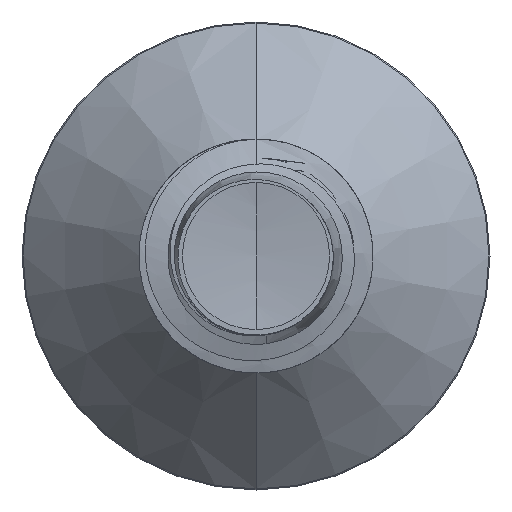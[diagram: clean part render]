
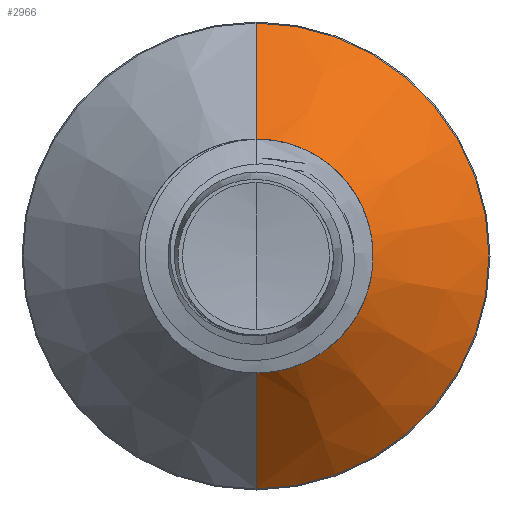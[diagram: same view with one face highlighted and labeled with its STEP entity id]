
A CAD part, front view. The second image highlights one B-rep face of the part: STEP entity #2966.
In plain terms, the highlighted conical face has half-angle 45 degrees and reference radius 0.996 mm.
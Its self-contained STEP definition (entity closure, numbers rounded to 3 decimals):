
#8 = EDGE_CURVE ( 'NONE', #1540, #28845, #31093, .T. ) ;
#1540 = VERTEX_POINT ( 'NONE', #10166 ) ;
#2187 = DIRECTION ( 'NONE',  ( 0., 1., 0. ) ) ;
#2254 = ORIENTED_EDGE ( 'NONE', *, *, #9100, .F. ) ;
#2529 = DIRECTION ( 'NONE',  ( 0., 0.707, -0.707 ) ) ;
#2966 = ADVANCED_FACE ( 'NONE', ( #24048 ), #14956, .T. ) ;
#3778 = AXIS2_PLACEMENT_3D ( 'NONE', #29684, #14597, #32166 ) ;
#4994 = CARTESIAN_POINT ( 'NONE',  ( 0., 10.641, 1.991 ) ) ;
#5504 = EDGE_CURVE ( 'NONE', #32536, #21336, #27942, .T. ) ;
#7728 = CIRCLE ( 'NONE', #3778, 0.996 ) ;
#9100 = EDGE_CURVE ( 'NONE', #28845, #21336, #31036, .T. ) ;
#10166 = CARTESIAN_POINT ( 'NONE',  ( 0., 9.646, 0.996 ) ) ;
#10214 = ORIENTED_EDGE ( 'NONE', *, *, #8, .F. ) ;
#11298 = CARTESIAN_POINT ( 'NONE',  ( 0., 10.641, 0. ) ) ;
#13840 = DIRECTION ( 'NONE',  ( 0., 0., 1. ) ) ;
#14221 = ORIENTED_EDGE ( 'NONE', *, *, #5504, .T. ) ;
#14597 = DIRECTION ( 'NONE',  ( 0., 1., 0. ) ) ;
#14814 = CARTESIAN_POINT ( 'NONE',  ( 0., 9.646, 0. ) ) ;
#14956 = CONICAL_SURFACE ( 'NONE', #22298, 0.996, 0.785 ) ;
#15466 = EDGE_CURVE ( 'NONE', #1540, #32536, #7728, .T. ) ;
#15801 = EDGE_LOOP ( 'NONE', ( #29250, #14221, #2254, #10214 ) ) ;
#19880 = CARTESIAN_POINT ( 'NONE',  ( 0., 9.646, 0.996 ) ) ;
#19983 = CARTESIAN_POINT ( 'NONE',  ( 0., 9.646, -0.996 ) ) ;
#20228 = CARTESIAN_POINT ( 'NONE',  ( 0., 9.646, -0.996 ) ) ;
#21248 = VECTOR ( 'NONE', #2529, 1000. ) ;
#21336 = VERTEX_POINT ( 'NONE', #25567 ) ;
#22298 = AXIS2_PLACEMENT_3D ( 'NONE', #14814, #2187, #29887 ) ;
#24048 = FACE_OUTER_BOUND ( 'NONE', #15801, .T. ) ;
#24460 = VECTOR ( 'NONE', #25426, 1000. ) ;
#25426 = DIRECTION ( 'NONE',  ( 0., 0.707, 0.707 ) ) ;
#25567 = CARTESIAN_POINT ( 'NONE',  ( 0., 10.641, -1.991 ) ) ;
#27152 = AXIS2_PLACEMENT_3D ( 'NONE', #11298, #28929, #13840 ) ;
#27942 = LINE ( 'NONE', #20228, #21248 ) ;
#28845 = VERTEX_POINT ( 'NONE', #4994 ) ;
#28929 = DIRECTION ( 'NONE',  ( 0., 1., 0. ) ) ;
#29250 = ORIENTED_EDGE ( 'NONE', *, *, #15466, .T. ) ;
#29684 = CARTESIAN_POINT ( 'NONE',  ( 0., 9.646, 0. ) ) ;
#29887 = DIRECTION ( 'NONE',  ( 0., 0., 1. ) ) ;
#31036 = CIRCLE ( 'NONE', #27152, 1.991 ) ;
#31093 = LINE ( 'NONE', #19880, #24460 ) ;
#32166 = DIRECTION ( 'NONE',  ( 0., 0., 1. ) ) ;
#32536 = VERTEX_POINT ( 'NONE', #19983 ) ;
